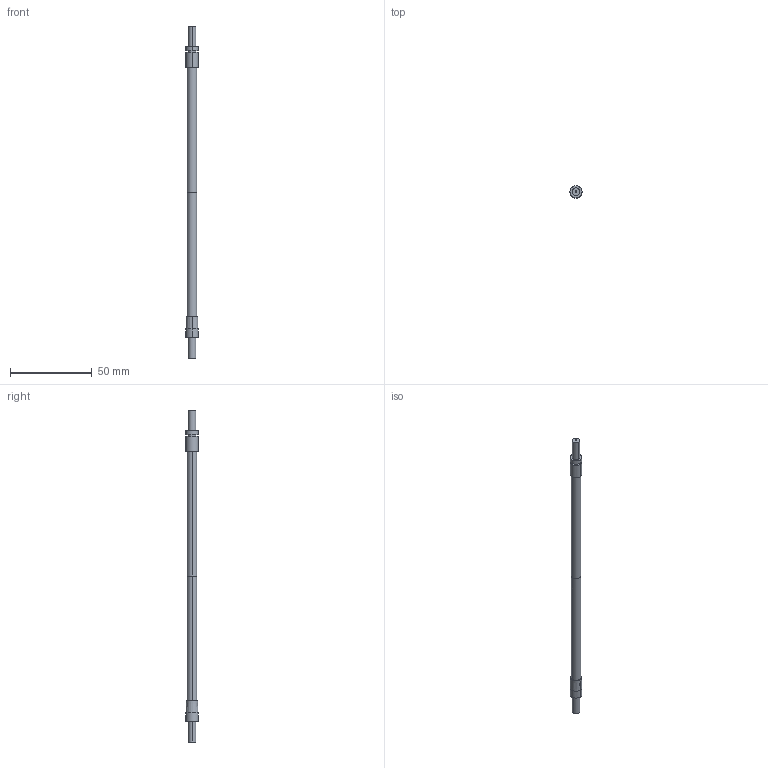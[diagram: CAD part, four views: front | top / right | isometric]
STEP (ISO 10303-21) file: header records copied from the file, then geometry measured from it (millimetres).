
FILE_DESCRIPTION((''),'2;1');
FILE_NAME('192795_ASM','2016-02-09T',('pdmadmin'),(''),'PRO/ENGINEER BY PARAMETRIC TECHNOLOGY CORPORATION, 2013230','PRO/ENGINEER BY PARAMETRIC TECHNOLOGY CORPORATION, 2013230','');
FILE_SCHEMA(('CONFIG_CONTROL_DESIGN'));
Length unit declared in the file: inch
Products named in the file (6): COLLAR_-5_X_-29; PROBE_-187_X_-75; PVC_23_STRAIGHT; TERMINUS_-29; 17316_ASM; 192795_ASM
Assembly tree (6 placements, depth 3):
  192795_ASM
    17316_ASM
      COLLAR_-5_X_-29
      PROBE_-187_X_-75
      PVC_23_STRAIGHT  x2
      TERMINUS_-29
Bounding box: 7.37 x 7.37 x 203.2 mm (x, y, z)
Volume: 4867.3 mm3; surface area: 4801.3 mm2
Topology: 5 solids, 5 shells, 45 faces, 86 edges, 54 vertices
Faces by surface type: cylinder 26, plane 13, cone 6
Entity records: 1265 total; most frequent: DIRECTION 246, CARTESIAN_POINT 188, ORIENTED_EDGE 160, AXIS2_PLACEMENT_3D 108, EDGE_CURVE 80, VERTEX_POINT 50, EDGE_LOOP 50, CIRCLE 50
